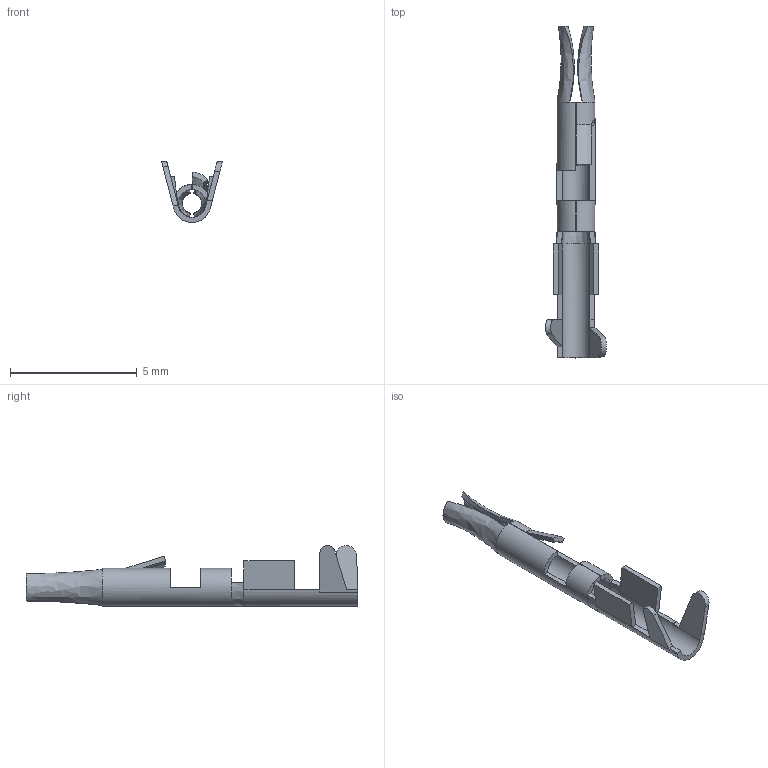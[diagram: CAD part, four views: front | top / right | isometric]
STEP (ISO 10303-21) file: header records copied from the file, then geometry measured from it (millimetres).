
FILE_DESCRIPTION(/* description */ (''),/* implementation_level */ '2;1');
FILE_NAME(/* name */ 'n 02 010 0158 1 unxc001-01_214.stp',/* time_stamp */ '2022-11-04T09:22:42+01:00',/* author */ (''),/* organization */ (''),/* preprocessor_version */ 'ST-DEVELOPER v18.1',/* originating_system */ 'SIEMENS PLM Software NX 2000',/* authorisation */ '');
FILE_SCHEMA (('AUTOMOTIVE_DESIGN { 1 0 10303 214 3 1 1 1 }'));
Length unit declared in the file: millimetre
Products named in the file (2): n 02 010 0158 1 unxm001-01; n 02 010 0158 1 unxc001-01
Assembly tree (1 placements, depth 2):
  n 02 010 0158 1 unxc001-01
    n 02 010 0158 1 unxm001-01
Bounding box: 2.4 x 13.1 x 2.4 mm (x, y, z)
Volume: 8.5 mm3; surface area: 96.7 mm2
Topology: 1 solids, 1 shells, 63 faces, 170 edges, 109 vertices
Faces by surface type: plane 45, bspline 12, cylinder 6
Entity records: 2695 total; most frequent: CARTESIAN_POINT 1210, ORIENTED_EDGE 340, DIRECTION 242, EDGE_CURVE 170, VERTEX_POINT 109, LINE 88, VECTOR 88, AXIS2_PLACEMENT_3D 77
